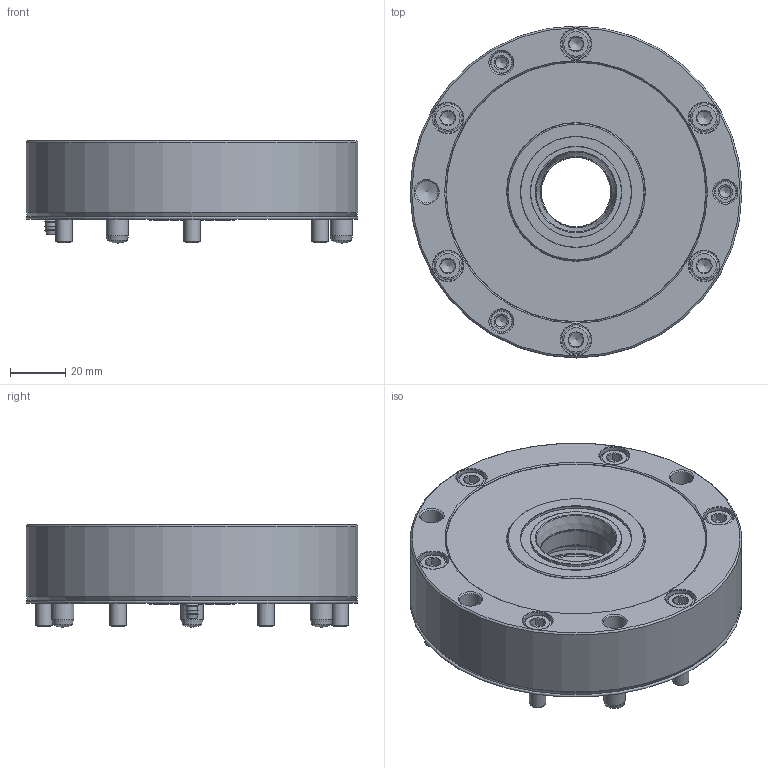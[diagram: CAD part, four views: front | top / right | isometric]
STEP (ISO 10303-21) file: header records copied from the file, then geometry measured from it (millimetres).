
FILE_DESCRIPTION(/* description */ ('Unknown'),/* implementation_level */ '2;1');
FILE_NAME(/* name */ '10148-6',/* time_stamp */ '2023-04-26T11:32:33+02:00',/* author */ ('Unknown'),/* organization */ ('Unknown'),/* preprocessor_version */ 'ST-DEVELOPER v18.102',/* originating_system */ 'Solid Edge',/* authorisation */ 'Unknown');
FILE_SCHEMA (('AUTOMOTIVE_DESIGN {1 0 10303 214 3 1 1}'));
Length unit declared in the file: millimetre
Products named in the file (14): 10148; 10019; 25508; 12091_oa_0; 10015_oa_1; 10063_oa_2; 30369; 10016; 10020; 13981; 39262_oa_3; 21367; 13973; 22213
Assembly tree (20 placements, depth 4):
  10148
    10019
    25508
      12091_oa_0
        10015_oa_1
        10063_oa_2
        30369
        10016
    10020
    13981  x6
    39262_oa_3
    21367
    13973  x3
    22213
Bounding box: 120 x 120 x 37 mm (x, y, z)
Volume: 239973.6 mm3; surface area: 101153.7 mm2
Topology: 117 solids, 117 shells, 479 faces, 1059 edges, 640 vertices
Faces by surface type: torus 159, cone 128, plane 115, cylinder 72, sphere 3, bspline 2
Full cylindrical faces by diameter (mm): 1.5 x1, 4 x5, 4.134 x3, 5.2 x2, 5.3 x3, 6 x6, 6.8 x8, 8 x7, 10 x6, 11 x6, 25 x1, 26.09 x2, 33 x3, 35.95 x2, 36.5 x2, 40 x2, 91 x1, 92.9 x1, 95 x1, 120 x1
Entity records: 8962 total; most frequent: CARTESIAN_POINT 1357, DIRECTION 1217, ORIENTED_EDGE 632, AXIS2_PLACEMENT_3D 574, FACE_BOUND 550, EDGE_LOOP 445, VERTEX_POINT 378, ADVANCED_FACE 336
